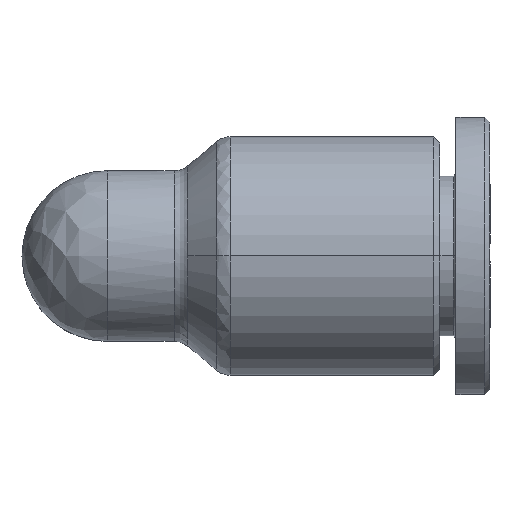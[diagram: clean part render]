
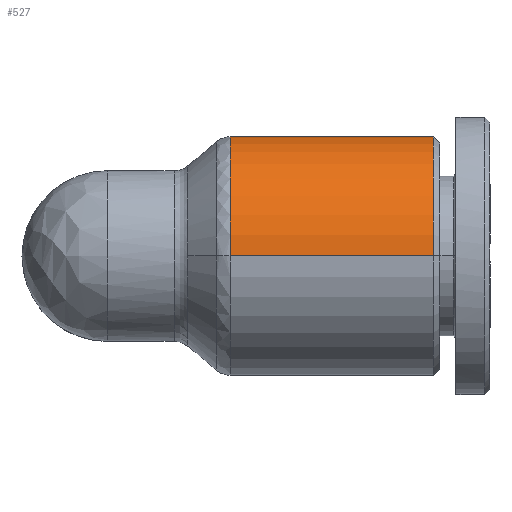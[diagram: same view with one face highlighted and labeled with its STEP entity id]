
A CAD part, top view. The second image highlights one B-rep face of the part: STEP entity #527.
In plain terms, the highlighted cylindrical face has radius 5.6 mm (diameter 11.2 mm), a partial arc.
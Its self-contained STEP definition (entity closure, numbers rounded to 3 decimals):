
#325 = LINE ( 'NONE', #7521, #2744 ) ;
#349 = DIRECTION ( 'NONE',  ( 1., 0., 0. ) ) ;
#472 = CARTESIAN_POINT ( 'NONE',  ( 9.8, 0., 0. ) ) ;
#527 = ADVANCED_FACE ( 'NONE', ( #7496 ), #3492, .T. ) ;
#588 = CARTESIAN_POINT ( 'NONE',  ( 0.265, 0., -5.6 ) ) ;
#763 = EDGE_CURVE ( 'NONE', #3416, #5791, #5565, .T. ) ;
#1021 = EDGE_CURVE ( 'NONE', #2465, #3416, #2279, .T. ) ;
#1523 = ORIENTED_EDGE ( 'NONE', *, *, #6047, .T. ) ;
#1731 = VECTOR ( 'NONE', #349, 1000. ) ;
#1739 = CIRCLE ( 'NONE', #3742, 5.6 ) ;
#2092 = DIRECTION ( 'NONE',  ( 1., 0., 0. ) ) ;
#2100 = ORIENTED_EDGE ( 'NONE', *, *, #763, .F. ) ;
#2279 = CIRCLE ( 'NONE', #9096, 5.6 ) ;
#2460 = CARTESIAN_POINT ( 'NONE',  ( 4.2, 0., -5.6 ) ) ;
#2465 = VERTEX_POINT ( 'NONE', #5611 ) ;
#2744 = VECTOR ( 'NONE', #6684, 1000. ) ;
#3125 = ORIENTED_EDGE ( 'NONE', *, *, #3271, .T. ) ;
#3271 = EDGE_CURVE ( 'NONE', #6304, #5791, #1739, .T. ) ;
#3272 = EDGE_LOOP ( 'NONE', ( #3433, #1523, #3125, #2100 ) ) ;
#3416 = VERTEX_POINT ( 'NONE', #588 ) ;
#3432 = DIRECTION ( 'NONE',  ( 0., 0., -1. ) ) ;
#3433 = ORIENTED_EDGE ( 'NONE', *, *, #1021, .F. ) ;
#3492 = CYLINDRICAL_SURFACE ( 'NONE', #6404, 5.6 ) ;
#3742 = AXIS2_PLACEMENT_3D ( 'NONE', #472, #5400, #4698 ) ;
#4168 = CARTESIAN_POINT ( 'NONE',  ( 4.2, 0., 0. ) ) ;
#4698 = DIRECTION ( 'NONE',  ( 0., 0., -1. ) ) ;
#5400 = DIRECTION ( 'NONE',  ( -1., 0., 0. ) ) ;
#5565 = LINE ( 'NONE', #2460, #1731 ) ;
#5587 = DIRECTION ( 'NONE',  ( 0., 0., -1. ) ) ;
#5611 = CARTESIAN_POINT ( 'NONE',  ( 0.265, 0., 5.6 ) ) ;
#5791 = VERTEX_POINT ( 'NONE', #6333 ) ;
#6047 = EDGE_CURVE ( 'NONE', #2465, #6304, #325, .T. ) ;
#6304 = VERTEX_POINT ( 'NONE', #6358 ) ;
#6333 = CARTESIAN_POINT ( 'NONE',  ( 9.8, 0., -5.6 ) ) ;
#6358 = CARTESIAN_POINT ( 'NONE',  ( 9.8, 0., 5.6 ) ) ;
#6404 = AXIS2_PLACEMENT_3D ( 'NONE', #4168, #2092, #3432 ) ;
#6684 = DIRECTION ( 'NONE',  ( 1., 0., 0. ) ) ;
#7496 = FACE_OUTER_BOUND ( 'NONE', #3272, .T. ) ;
#7521 = CARTESIAN_POINT ( 'NONE',  ( 4.2, 0., 5.6 ) ) ;
#8450 = DIRECTION ( 'NONE',  ( -1., 0., 0. ) ) ;
#9096 = AXIS2_PLACEMENT_3D ( 'NONE', #9192, #8450, #5587 ) ;
#9192 = CARTESIAN_POINT ( 'NONE',  ( 0.265, 0., 0. ) ) ;
